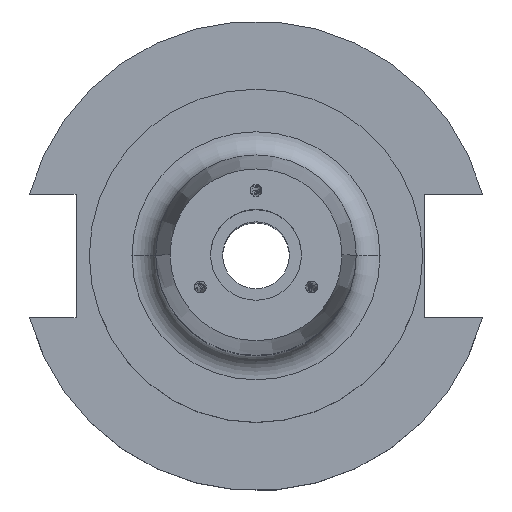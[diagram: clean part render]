
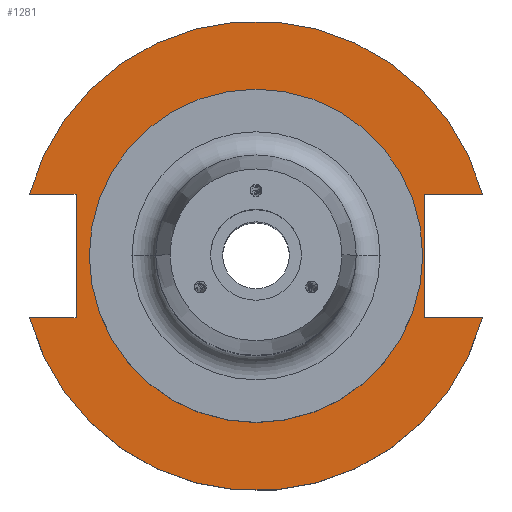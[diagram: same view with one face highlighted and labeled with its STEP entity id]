
A CAD part, top view. The second image highlights one B-rep face of the part: STEP entity #1281.
In plain terms, the highlighted planar face has unit normal (0, 0, 1).
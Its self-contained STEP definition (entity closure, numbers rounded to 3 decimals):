
#41 = VERTEX_POINT ( 'NONE', #1613 ) ;
#50 = DIRECTION ( 'NONE',  ( 0., -1., 0. ) ) ;
#97 = AXIS2_PLACEMENT_3D ( 'NONE', #345, #2164, #956 ) ;
#103 = ORIENTED_EDGE ( 'NONE', *, *, #778, .T. ) ;
#121 = VECTOR ( 'NONE', #1642, 1000. ) ;
#135 = CARTESIAN_POINT ( 'NONE',  ( 0., 0., 19.05 ) ) ;
#159 = ORIENTED_EDGE ( 'NONE', *, *, #1998, .F. ) ;
#207 = AXIS2_PLACEMENT_3D ( 'NONE', #2512, #1878, #286 ) ;
#258 = CARTESIAN_POINT ( 'NONE',  ( -63.719, 12.954, 19.05 ) ) ;
#268 = LINE ( 'NONE', #822, #2292 ) ;
#286 = DIRECTION ( 'NONE',  ( 1., 0., 0. ) ) ;
#335 = DIRECTION ( 'NONE',  ( 1., 0., 0. ) ) ;
#345 = CARTESIAN_POINT ( 'NONE',  ( 0., 49.212, 19.05 ) ) ;
#372 = CIRCLE ( 'NONE', #730, 34.925 ) ;
#394 = AXIS2_PLACEMENT_3D ( 'NONE', #935, #1518, #804 ) ;
#411 = DIRECTION ( 'NONE',  ( -1., 0., 0. ) ) ;
#449 = DIRECTION ( 'NONE',  ( 1., 0., 0. ) ) ;
#461 = CARTESIAN_POINT ( 'NONE',  ( -34.925, 0., 19.05 ) ) ;
#526 = EDGE_CURVE ( 'NONE', #2118, #2609, #2596, .T. ) ;
#567 = ORIENTED_EDGE ( 'NONE', *, *, #2467, .F. ) ;
#637 = LINE ( 'NONE', #1884, #1643 ) ;
#643 = LINE ( 'NONE', #258, #121 ) ;
#648 = CARTESIAN_POINT ( 'NONE',  ( -63.719, -12.954, 19.05 ) ) ;
#694 = DIRECTION ( 'NONE',  ( 1., 0., 0. ) ) ;
#728 = FACE_BOUND ( 'NONE', #1013, .T. ) ;
#730 = AXIS2_PLACEMENT_3D ( 'NONE', #2036, #829, #2239 ) ;
#737 = EDGE_CURVE ( 'NONE', #1097, #1674, #2210, .T. ) ;
#756 = ORIENTED_EDGE ( 'NONE', *, *, #1639, .F. ) ;
#778 = EDGE_CURVE ( 'NONE', #1875, #986, #1802, .T. ) ;
#804 = DIRECTION ( 'NONE',  ( 1., 0., 0. ) ) ;
#822 = CARTESIAN_POINT ( 'NONE',  ( 35.306, 12.954, 19.05 ) ) ;
#829 = DIRECTION ( 'NONE',  ( 0., 0., 1. ) ) ;
#877 = CARTESIAN_POINT ( 'NONE',  ( -47.477, 12.954, 19.05 ) ) ;
#935 = CARTESIAN_POINT ( 'NONE',  ( 0., 0., 19.05 ) ) ;
#956 = DIRECTION ( 'NONE',  ( 1., 0., 0. ) ) ;
#986 = VERTEX_POINT ( 'NONE', #1070 ) ;
#1013 = EDGE_LOOP ( 'NONE', ( #567, #1628 ) ) ;
#1017 = ORIENTED_EDGE ( 'NONE', *, *, #1420, .F. ) ;
#1033 = CARTESIAN_POINT ( 'NONE',  ( 35.306, -12.954, 19.05 ) ) ;
#1070 = CARTESIAN_POINT ( 'NONE',  ( 47.477, -12.954, 19.05 ) ) ;
#1097 = VERTEX_POINT ( 'NONE', #2594 ) ;
#1111 = VERTEX_POINT ( 'NONE', #1781 ) ;
#1120 = CARTESIAN_POINT ( 'NONE',  ( 47.477, 12.954, 19.05 ) ) ;
#1131 = VERTEX_POINT ( 'NONE', #1788 ) ;
#1242 = CARTESIAN_POINT ( 'NONE',  ( -37.719, 12.954, 19.05 ) ) ;
#1255 = FACE_OUTER_BOUND ( 'NONE', #2336, .T. ) ;
#1281 = ADVANCED_FACE ( 'NONE', ( #728, #1255 ), #1758, .T. ) ;
#1299 = ORIENTED_EDGE ( 'NONE', *, *, #526, .T. ) ;
#1319 = AXIS2_PLACEMENT_3D ( 'NONE', #135, #1534, #335 ) ;
#1331 = LINE ( 'NONE', #648, #2457 ) ;
#1420 = EDGE_CURVE ( 'NONE', #1111, #41, #2251, .T. ) ;
#1449 = EDGE_CURVE ( 'NONE', #41, #2609, #643, .T. ) ;
#1518 = DIRECTION ( 'NONE',  ( 0., 0., 1. ) ) ;
#1534 = DIRECTION ( 'NONE',  ( 0., 0., 1. ) ) ;
#1613 = CARTESIAN_POINT ( 'NONE',  ( -37.719, 12.954, 19.05 ) ) ;
#1628 = ORIENTED_EDGE ( 'NONE', *, *, #2193, .F. ) ;
#1639 = EDGE_CURVE ( 'NONE', #2118, #1097, #268, .T. ) ;
#1642 = DIRECTION ( 'NONE',  ( -1., 0., 0. ) ) ;
#1643 = VECTOR ( 'NONE', #694, 1000. ) ;
#1665 = VECTOR ( 'NONE', #50, 1000. ) ;
#1674 = VERTEX_POINT ( 'NONE', #1033 ) ;
#1721 = VECTOR ( 'NONE', #1825, 1000. ) ;
#1758 = PLANE ( 'NONE',  #97 ) ;
#1759 = VERTEX_POINT ( 'NONE', #461 ) ;
#1781 = CARTESIAN_POINT ( 'NONE',  ( -37.719, -12.954, 19.05 ) ) ;
#1788 = CARTESIAN_POINT ( 'NONE',  ( 34.925, 0., 19.05 ) ) ;
#1802 = CIRCLE ( 'NONE', #207, 49.212 ) ;
#1824 = ORIENTED_EDGE ( 'NONE', *, *, #1449, .F. ) ;
#1825 = DIRECTION ( 'NONE',  ( 0., 1., 0. ) ) ;
#1846 = CARTESIAN_POINT ( 'NONE',  ( -47.477, -12.954, 19.05 ) ) ;
#1874 = CIRCLE ( 'NONE', #1319, 34.925 ) ;
#1875 = VERTEX_POINT ( 'NONE', #1846 ) ;
#1878 = DIRECTION ( 'NONE',  ( 0., 0., 1. ) ) ;
#1884 = CARTESIAN_POINT ( 'NONE',  ( 35.306, -12.954, 19.05 ) ) ;
#1998 = EDGE_CURVE ( 'NONE', #1674, #986, #637, .T. ) ;
#2036 = CARTESIAN_POINT ( 'NONE',  ( 0., 0., 19.05 ) ) ;
#2081 = CARTESIAN_POINT ( 'NONE',  ( 35.306, 12.954, 19.05 ) ) ;
#2098 = ORIENTED_EDGE ( 'NONE', *, *, #2526, .F. ) ;
#2118 = VERTEX_POINT ( 'NONE', #1120 ) ;
#2164 = DIRECTION ( 'NONE',  ( 0., 0., 1. ) ) ;
#2193 = EDGE_CURVE ( 'NONE', #1759, #1131, #1874, .T. ) ;
#2210 = LINE ( 'NONE', #2081, #1665 ) ;
#2239 = DIRECTION ( 'NONE',  ( 1., 0., 0. ) ) ;
#2251 = LINE ( 'NONE', #1242, #1721 ) ;
#2292 = VECTOR ( 'NONE', #411, 1000. ) ;
#2313 = ORIENTED_EDGE ( 'NONE', *, *, #737, .F. ) ;
#2336 = EDGE_LOOP ( 'NONE', ( #103, #159, #2313, #756, #1299, #1824, #1017, #2098 ) ) ;
#2457 = VECTOR ( 'NONE', #449, 1000. ) ;
#2467 = EDGE_CURVE ( 'NONE', #1131, #1759, #372, .T. ) ;
#2512 = CARTESIAN_POINT ( 'NONE',  ( 0., 0., 19.05 ) ) ;
#2526 = EDGE_CURVE ( 'NONE', #1875, #1111, #1331, .T. ) ;
#2594 = CARTESIAN_POINT ( 'NONE',  ( 35.306, 12.954, 19.05 ) ) ;
#2596 = CIRCLE ( 'NONE', #394, 49.212 ) ;
#2609 = VERTEX_POINT ( 'NONE', #877 ) ;
